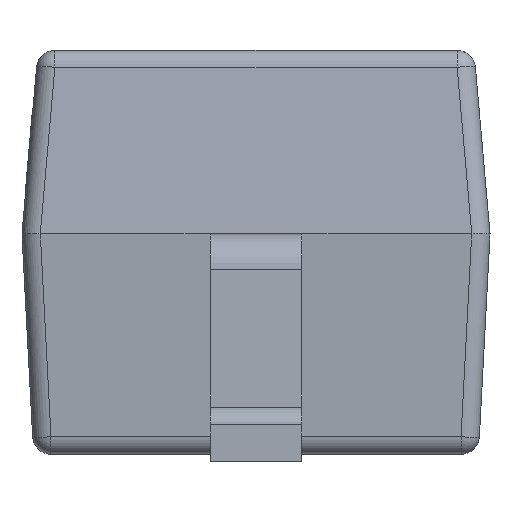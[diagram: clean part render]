
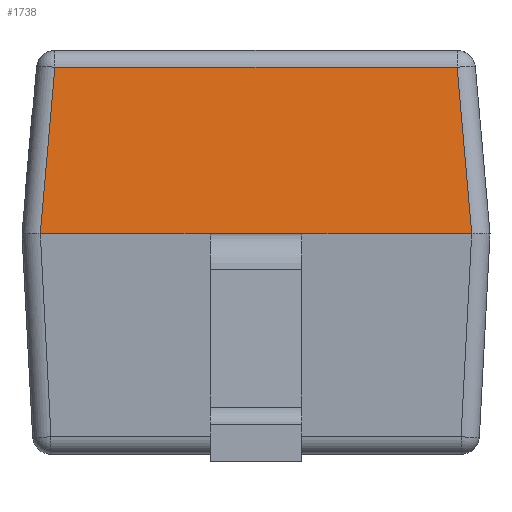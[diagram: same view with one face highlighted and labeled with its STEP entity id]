
A CAD part, left-side view. The second image highlights one B-rep face of the part: STEP entity #1738.
In plain terms, the highlighted planar face has unit normal (-0.996, 0, 0.087).
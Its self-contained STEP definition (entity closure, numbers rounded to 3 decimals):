
#31 = ORIENTED_EDGE ( 'NONE', *, *, #7350, .T. ) ;
#556 = CARTESIAN_POINT ( 'NONE',  ( -0.838, -0.637, 0. ) ) ;
#725 = VECTOR ( 'NONE', #2858, 1000. ) ;
#1020 = VECTOR ( 'NONE', #8829, 1000. ) ;
#1140 = CARTESIAN_POINT ( 'NONE',  ( -0.838, 0.588, 0. ) ) ;
#1252 = LINE ( 'NONE', #1327, #3520 ) ;
#1327 = CARTESIAN_POINT ( 'NONE',  ( -0.838, -0.588, -0.004 ) ) ;
#1570 = EDGE_CURVE ( 'NONE', #10608, #2375, #8368, .T. ) ;
#1605 = CARTESIAN_POINT ( 'NONE',  ( -0.838, -0.637, 0. ) ) ;
#1628 = LINE ( 'NONE', #11910, #1020 ) ;
#1738 = ADVANCED_FACE ( 'NONE', ( #12146 ), #3694, .T. ) ;
#1877 = VERTEX_POINT ( 'NONE', #1140 ) ;
#1917 = ORIENTED_EDGE ( 'NONE', *, *, #5349, .T. ) ;
#1947 = CARTESIAN_POINT ( 'NONE',  ( -0.838, 0.125, 0. ) ) ;
#2228 = VERTEX_POINT ( 'NONE', #1947 ) ;
#2375 = VERTEX_POINT ( 'NONE', #13071 ) ;
#2443 = ORIENTED_EDGE ( 'NONE', *, *, #1570, .T. ) ;
#2591 = CARTESIAN_POINT ( 'NONE',  ( -0.838, -0.637, 0. ) ) ;
#2696 = ORIENTED_EDGE ( 'NONE', *, *, #4938, .T. ) ;
#2858 = DIRECTION ( 'NONE',  ( -0.087, 0.087, -0.992 ) ) ;
#2959 = CARTESIAN_POINT ( 'NONE',  ( -0.838, -0.588, 0. ) ) ;
#3245 = VECTOR ( 'NONE', #6296, 1000. ) ;
#3520 = VECTOR ( 'NONE', #9804, 1000. ) ;
#3694 = PLANE ( 'NONE',  #9044 ) ;
#3728 = ORIENTED_EDGE ( 'NONE', *, *, #8517, .T. ) ;
#4016 = DIRECTION ( 'NONE',  ( 0., -1., 0. ) ) ;
#4501 = VECTOR ( 'NONE', #13003, 1000. ) ;
#4913 = EDGE_LOOP ( 'NONE', ( #2443, #10471, #31, #2696, #1917, #13679, #9888, #3728 ) ) ;
#4938 = EDGE_CURVE ( 'NONE', #10381, #1877, #6885, .T. ) ;
#5005 = CARTESIAN_POINT ( 'NONE',  ( -0.828, 0.578, 0.106 ) ) ;
#5102 = VERTEX_POINT ( 'NONE', #6996 ) ;
#5247 = EDGE_CURVE ( 'NONE', #2228, #9271, #12538, .T. ) ;
#5349 = EDGE_CURVE ( 'NONE', #1877, #5102, #11894, .T. ) ;
#5493 = VECTOR ( 'NONE', #12349, 1000. ) ;
#5829 = DIRECTION ( 'NONE',  ( 0., -1., 0. ) ) ;
#5918 = CARTESIAN_POINT ( 'NONE',  ( -0.838, -0.637, 0. ) ) ;
#6171 = CARTESIAN_POINT ( 'NONE',  ( -0.798, -0.548, 0.454 ) ) ;
#6296 = DIRECTION ( 'NONE',  ( 0., -1., 0. ) ) ;
#6387 = CARTESIAN_POINT ( 'NONE',  ( -0.837, 0.125, 0. ) ) ;
#6633 = CARTESIAN_POINT ( 'NONE',  ( -0.798, 0.548, 0.454 ) ) ;
#6742 = DIRECTION ( 'NONE',  ( 0.087, 0., 0.996 ) ) ;
#6885 = LINE ( 'NONE', #5005, #725 ) ;
#6996 = CARTESIAN_POINT ( 'NONE',  ( -0.838, 0.588, 0. ) ) ;
#7350 = EDGE_CURVE ( 'NONE', #11423, #10381, #1628, .T. ) ;
#8144 = LINE ( 'NONE', #5918, #5493 ) ;
#8290 = VECTOR ( 'NONE', #4016, 1000. ) ;
#8368 = LINE ( 'NONE', #556, #3245 ) ;
#8517 = EDGE_CURVE ( 'NONE', #9271, #10608, #11120, .T. ) ;
#8740 = CARTESIAN_POINT ( 'NONE',  ( -0.838, -0.637, 0. ) ) ;
#8829 = DIRECTION ( 'NONE',  ( 0., 1., 0. ) ) ;
#9044 = AXIS2_PLACEMENT_3D ( 'NONE', #2591, #12010, #6742 ) ;
#9091 = CARTESIAN_POINT ( 'NONE',  ( -0.837, -0.125, 0. ) ) ;
#9187 = EDGE_CURVE ( 'NONE', #2375, #11423, #1252, .T. ) ;
#9271 = VERTEX_POINT ( 'NONE', #9091 ) ;
#9804 = DIRECTION ( 'NONE',  ( 0.087, 0.087, 0.992 ) ) ;
#9888 = ORIENTED_EDGE ( 'NONE', *, *, #5247, .T. ) ;
#10381 = VERTEX_POINT ( 'NONE', #6633 ) ;
#10471 = ORIENTED_EDGE ( 'NONE', *, *, #9187, .T. ) ;
#10608 = VERTEX_POINT ( 'NONE', #2959 ) ;
#11120 = LINE ( 'NONE', #1605, #13742 ) ;
#11423 = VERTEX_POINT ( 'NONE', #6171 ) ;
#11894 = LINE ( 'NONE', #8740, #4501 ) ;
#11910 = CARTESIAN_POINT ( 'NONE',  ( -0.798, 0.594, 0.454 ) ) ;
#12010 = DIRECTION ( 'NONE',  ( -0.996, 0., 0.087 ) ) ;
#12028 = EDGE_CURVE ( 'NONE', #5102, #2228, #8144, .T. ) ;
#12146 = FACE_OUTER_BOUND ( 'NONE', #4913, .T. ) ;
#12349 = DIRECTION ( 'NONE',  ( 0., -1., 0. ) ) ;
#12538 = LINE ( 'NONE', #6387, #8290 ) ;
#13003 = DIRECTION ( 'NONE',  ( 0., -1., 0. ) ) ;
#13071 = CARTESIAN_POINT ( 'NONE',  ( -0.838, -0.588, 0. ) ) ;
#13679 = ORIENTED_EDGE ( 'NONE', *, *, #12028, .T. ) ;
#13742 = VECTOR ( 'NONE', #5829, 1000. ) ;
